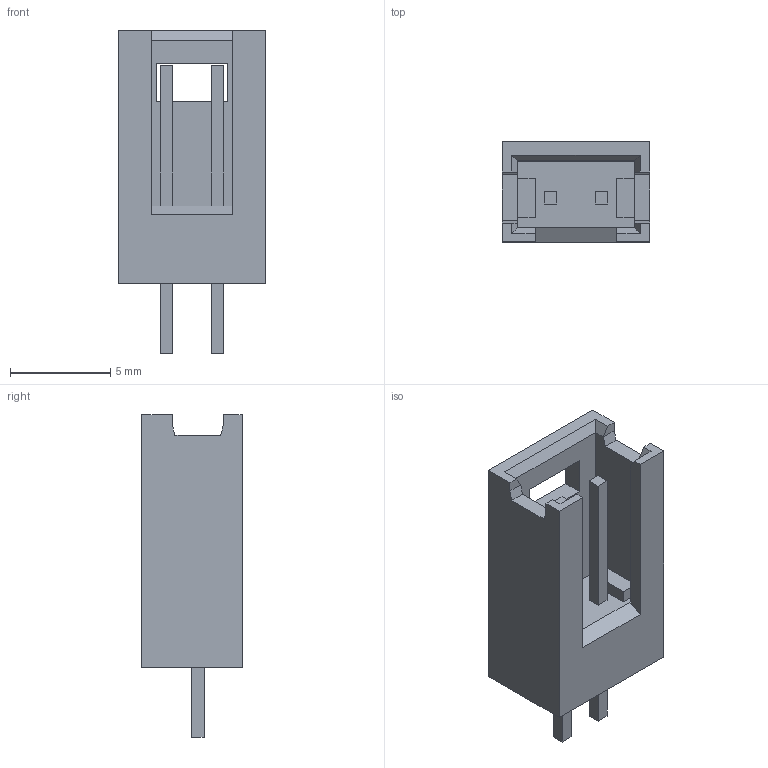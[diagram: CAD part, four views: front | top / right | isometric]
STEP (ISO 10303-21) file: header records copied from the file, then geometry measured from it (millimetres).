
FILE_DESCRIPTION(('STEP AP242'),'1');
FILE_NAME('280370-1.stp','2022-08-08T09:30:00',('TraceParts'),('TraceParts S.A.'),'Spatial InterOp 3D',' ',' ');
FILE_SCHEMA(('AP242_MANAGED_MODEL_BASED_3D_ENGINEERING_MIM_LF {1 0 10303 442 1 1 4}'));
Length unit declared in the file: millimetre
Products named in the file (1): 280370-1
Bounding box: 7.37 x 5 x 16.1 mm (x, y, z)
Volume: 263.1 mm3; surface area: 535.6 mm2
Topology: 1 solids, 1 shells, 65 faces, 169 edges, 110 vertices
Faces by surface type: plane 65
Entity records: 1958 total; most frequent: CARTESIAN_POINT 345, ORIENTED_EDGE 338, DIRECTION 301, EDGE_CURVE 169, LINE 169, VECTOR 169, VERTEX_POINT 110, EDGE_LOOP 71
